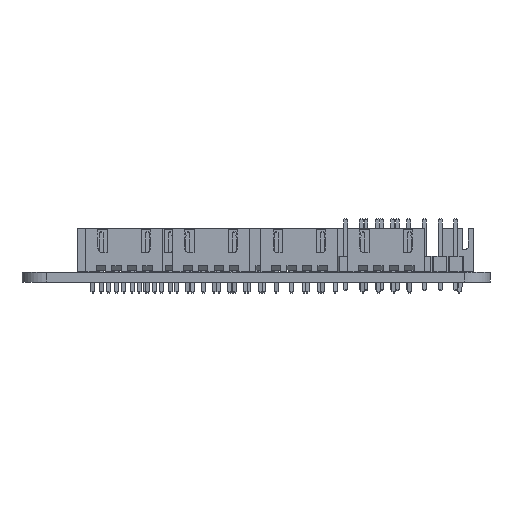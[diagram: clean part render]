
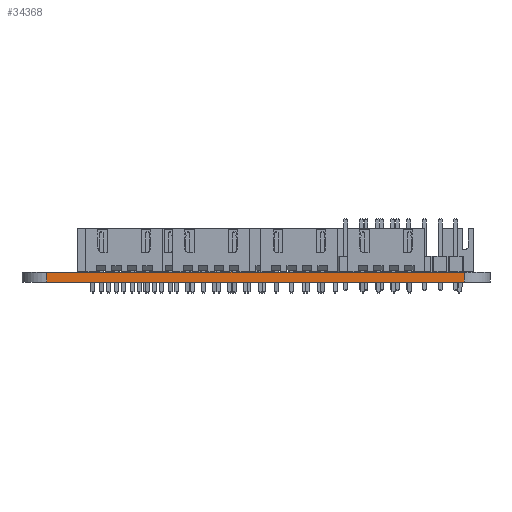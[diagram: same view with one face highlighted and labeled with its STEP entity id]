
A CAD part, left-side view. The second image highlights one B-rep face of the part: STEP entity #34368.
In plain terms, the highlighted planar face has unit normal (-1, 0, 0).
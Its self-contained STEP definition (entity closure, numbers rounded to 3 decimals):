
#32061 = VERTEX_POINT('',#32062);
#32062 = CARTESIAN_POINT('',(77.5,-45.,0.));
#32069 = EDGE_CURVE('',#32070,#32061,#32072,.T.);
#32070 = VERTEX_POINT('',#32071);
#32071 = CARTESIAN_POINT('',(77.5,-112.35,0.));
#32072 = LINE('',#32073,#32074);
#32073 = CARTESIAN_POINT('',(77.5,-112.35,0.));
#32074 = VECTOR('',#32075,1.);
#32075 = DIRECTION('',(0.,1.,0.));
#33188 = VERTEX_POINT('',#33189);
#33189 = CARTESIAN_POINT('',(77.5,-45.,1.6));
#33196 = EDGE_CURVE('',#33197,#33188,#33199,.T.);
#33197 = VERTEX_POINT('',#33198);
#33198 = CARTESIAN_POINT('',(77.5,-112.35,1.6));
#33199 = LINE('',#33200,#33201);
#33200 = CARTESIAN_POINT('',(77.5,-112.35,1.6));
#33201 = VECTOR('',#33202,1.);
#33202 = DIRECTION('',(0.,1.,0.));
#34338 = EDGE_CURVE('',#32061,#33188,#34339,.T.);
#34339 = LINE('',#34340,#34341);
#34340 = CARTESIAN_POINT('',(77.5,-45.,0.));
#34341 = VECTOR('',#34342,1.);
#34342 = DIRECTION('',(0.,0.,1.));
#34368 = ADVANCED_FACE('',(#34369),#34380,.T.);
#34369 = FACE_BOUND('',#34370,.T.);
#34370 = EDGE_LOOP('',(#34371,#34377,#34378,#34379));
#34371 = ORIENTED_EDGE('',*,*,#34372,.T.);
#34372 = EDGE_CURVE('',#32070,#33197,#34373,.T.);
#34373 = LINE('',#34374,#34375);
#34374 = CARTESIAN_POINT('',(77.5,-112.35,0.));
#34375 = VECTOR('',#34376,1.);
#34376 = DIRECTION('',(0.,0.,1.));
#34377 = ORIENTED_EDGE('',*,*,#33196,.T.);
#34378 = ORIENTED_EDGE('',*,*,#34338,.F.);
#34379 = ORIENTED_EDGE('',*,*,#32069,.F.);
#34380 = PLANE('',#34381);
#34381 = AXIS2_PLACEMENT_3D('',#34382,#34383,#34384);
#34382 = CARTESIAN_POINT('',(77.5,-112.35,0.));
#34383 = DIRECTION('',(-1.,0.,0.));
#34384 = DIRECTION('',(0.,1.,0.));
